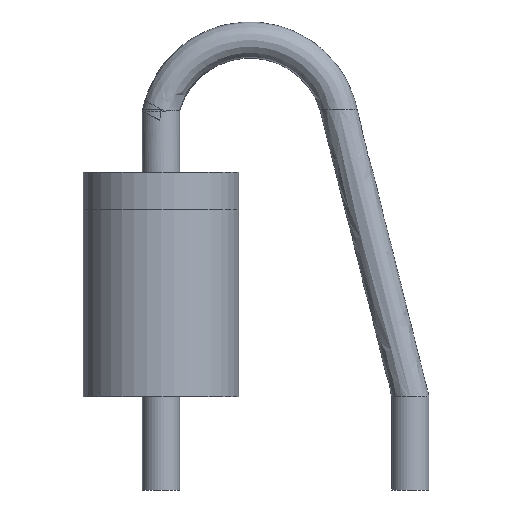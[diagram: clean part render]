
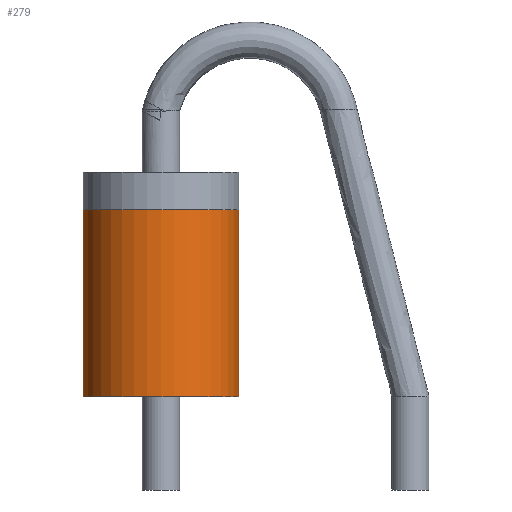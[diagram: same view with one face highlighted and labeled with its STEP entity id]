
A CAD part, front view. The second image highlights one B-rep face of the part: STEP entity #279.
In plain terms, the highlighted cylindrical face has radius 2.5 mm (diameter 5 mm), a full revolution.
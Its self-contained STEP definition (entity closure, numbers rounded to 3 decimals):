
#49=FACE_OUTER_BOUND('',#70,.T.);
#70=EDGE_LOOP('',(#197,#198,#199,#200));
#89=LINE('',#478,#94);
#94=VECTOR('',#379,2.5);
#100=CIRCLE('',#320,2.5);
#101=CIRCLE('',#321,2.5);
#126=VERTEX_POINT('',#475);
#127=VERTEX_POINT('',#477);
#154=EDGE_CURVE('',#126,#126,#100,.T.);
#155=EDGE_CURVE('',#126,#127,#89,.T.);
#156=EDGE_CURVE('',#127,#127,#101,.T.);
#197=ORIENTED_EDGE('',*,*,#154,.F.);
#198=ORIENTED_EDGE('',*,*,#155,.T.);
#199=ORIENTED_EDGE('',*,*,#156,.T.);
#200=ORIENTED_EDGE('',*,*,#155,.F.);
#272=CYLINDRICAL_SURFACE('',#319,2.5);
#279=ADVANCED_FACE('',(#49),#272,.T.);
#319=AXIS2_PLACEMENT_3D('',#474,#375,#376);
#320=AXIS2_PLACEMENT_3D('',#476,#377,#378);
#321=AXIS2_PLACEMENT_3D('',#479,#380,#381);
#375=DIRECTION('center_axis',(0.,0.,1.));
#376=DIRECTION('ref_axis',(-1.,0.,0.));
#377=DIRECTION('center_axis',(0.,0.,1.));
#378=DIRECTION('ref_axis',(-1.,0.,0.));
#379=DIRECTION('',(0.,0.,-1.));
#380=DIRECTION('center_axis',(0.,0.,1.));
#381=DIRECTION('ref_axis',(-1.,0.,0.));
#474=CARTESIAN_POINT('Origin',(0.,0.,3.));
#475=CARTESIAN_POINT('',(2.5,0.,9.));
#476=CARTESIAN_POINT('Origin',(0.,0.,9.));
#477=CARTESIAN_POINT('',(2.5,0.,3.));
#478=CARTESIAN_POINT('',(2.5,0.,3.));
#479=CARTESIAN_POINT('Origin',(0.,0.,3.));
